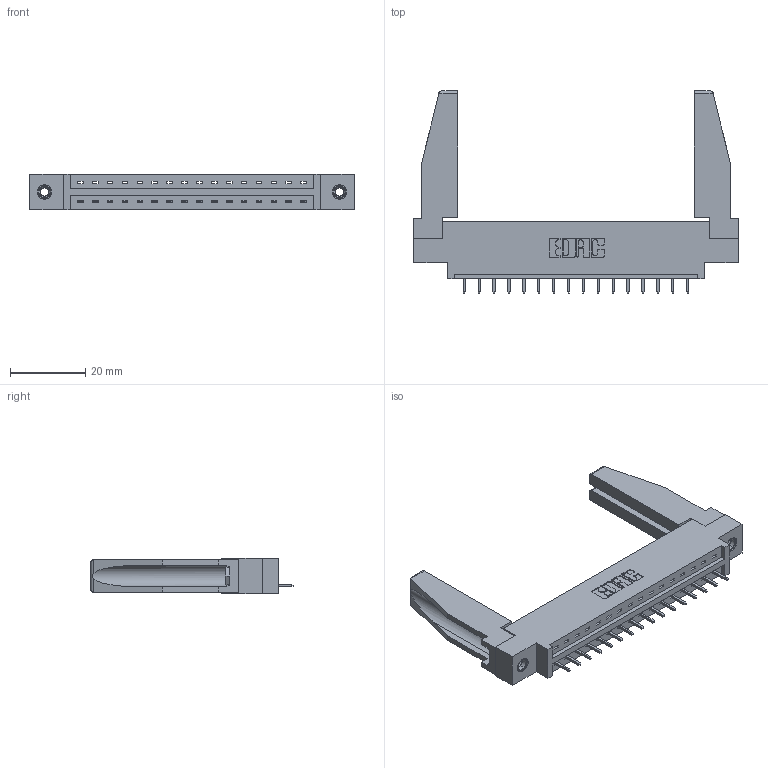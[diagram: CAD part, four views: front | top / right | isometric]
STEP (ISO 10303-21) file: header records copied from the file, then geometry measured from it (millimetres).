
FILE_DESCRIPTION (( 'STEP AP203' ), '1' );
FILE_NAME ('337-016-521-678.STEP', '2019-09-28T17:27:15', ( '' ), ( '' ), 'SwSTEP 2.0', 'SolidWorks 2016', '' );
FILE_SCHEMA (( 'CONFIG_CONTROL_DESIGN' ));
Length unit declared in the file: inch
Products named in the file (5): 345-292-001_345-293-121; 337-016-521-678; 345-250-001_345-250-001-102; 337 Part_0.170 Offset - 0.156 Dia-TI; 307-220-078
Assembly tree (21 placements, depth 2):
  337-016-521-678
    337 Part_0.170 Offset - 0.156 Dia-TI
    345-292-001_345-293-121  x16
    345-250-001_345-250-001-102  x2
    307-220-078  x2
Bounding box: 86.41 x 53.85 x 9.4 mm (x, y, z)
Volume: 12485.9 mm3; surface area: 12371.8 mm2
Topology: 21 solids, 21 shells, 1240 faces, 3661 edges, 2410 vertices
Faces by surface type: plane 894, cylinder 330, cone 12, torus 4
Entity records: 17846 total; most frequent: CARTESIAN_POINT 3100, ORIENTED_EDGE 3008, DIRECTION 2672, EDGE_CURVE 1504, LINE 1338, VECTOR 1338, VERTEX_POINT 996, AXIS2_PLACEMENT_3D 667
